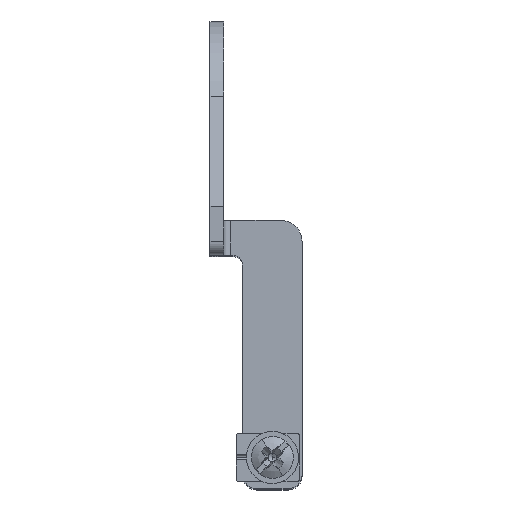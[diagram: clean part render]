
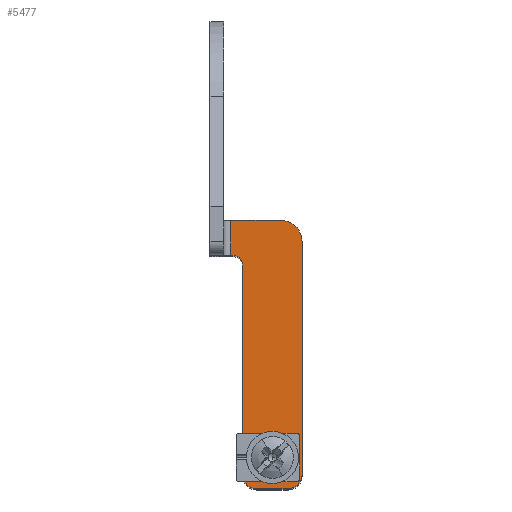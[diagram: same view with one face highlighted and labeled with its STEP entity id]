
A CAD part, top view. The second image highlights one B-rep face of the part: STEP entity #5477.
In plain terms, the highlighted planar face has unit normal (0, 0, 1).
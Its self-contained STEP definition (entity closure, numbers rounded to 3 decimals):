
#452=AXIS2_PLACEMENT_3D('Circle Axis2P3D',#450,#451,$) ;
#457=AXIS2_PLACEMENT_3D('Circle Axis2P3D',#455,#456,$) ;
#862=AXIS2_PLACEMENT_3D('Circle Axis2P3D',#860,#861,$) ;
#883=AXIS2_PLACEMENT_3D('Circle Axis2P3D',#881,#882,$) ;
#2085=AXIS2_PLACEMENT_3D('Circle Axis2P3D',#2083,#2084,$) ;
#2097=AXIS2_PLACEMENT_3D('Circle Axis2P3D',#2095,#2096,$) ;
#5102=AXIS2_PLACEMENT_3D('Circle Axis2P3D',#5100,#5101,$) ;
#5137=AXIS2_PLACEMENT_3D('Circle Axis2P3D',#5135,#5136,$) ;
#5196=AXIS2_PLACEMENT_3D('Circle Axis2P3D',#5194,#5195,$) ;
#5248=AXIS2_PLACEMENT_3D('Circle Axis2P3D',#5246,#5247,$) ;
#5431=AXIS2_PLACEMENT_3D('Plane Axis2P3D',#5428,#5429,#5430) ;
#301=CARTESIAN_POINT('Line Origine',(8.3,4.55,101.)) ;
#305=CARTESIAN_POINT('Vertex',(10.749,4.55,101.)) ;
#307=CARTESIAN_POINT('Vertex',(12.55,4.55,101.)) ;
#403=CARTESIAN_POINT('Vertex',(7.151,4.55,101.)) ;
#406=CARTESIAN_POINT('Line Origine',(8.3,4.55,101.)) ;
#410=CARTESIAN_POINT('Vertex',(4.7,4.55,101.)) ;
#447=CARTESIAN_POINT('Vertex',(7.15,4.5,101.)) ;
#450=CARTESIAN_POINT('Axis2P3D Location',(8.95,4.5,101.)) ;
#455=CARTESIAN_POINT('Axis2P3D Location',(8.95,4.5,101.)) ;
#459=CARTESIAN_POINT('Vertex',(10.75,4.5,101.)) ;
#824=CARTESIAN_POINT('Vertex',(4.7,4.45,101.)) ;
#857=CARTESIAN_POINT('Vertex',(7.151,4.45,101.)) ;
#860=CARTESIAN_POINT('Axis2P3D Location',(8.95,4.5,101.)) ;
#881=CARTESIAN_POINT('Axis2P3D Location',(8.95,4.5,101.)) ;
#885=CARTESIAN_POINT('Vertex',(10.749,4.45,101.)) ;
#911=CARTESIAN_POINT('Line Origine',(8.3,4.45,101.)) ;
#944=CARTESIAN_POINT('Line Origine',(8.3,4.45,101.)) ;
#948=CARTESIAN_POINT('Vertex',(12.55,4.45,101.)) ;
#971=CARTESIAN_POINT('Line Origine',(12.55,4.5,101.)) ;
#2073=CARTESIAN_POINT('Vertex',(9.789,2.964,101.)) ;
#2080=CARTESIAN_POINT('Vertex',(8.111,6.036,101.)) ;
#2083=CARTESIAN_POINT('Axis2P3D Location',(8.95,4.5,101.)) ;
#2095=CARTESIAN_POINT('Axis2P3D Location',(8.95,4.5,101.)) ;
#4012=CARTESIAN_POINT('Line Origine',(3.,33.,101.)) ;
#4016=CARTESIAN_POINT('Vertex',(3.,38.5,101.)) ;
#4018=CARTESIAN_POINT('Vertex',(3.,33.5,101.)) ;
#5081=CARTESIAN_POINT('Vertex',(13.2,35.5,101.)) ;
#5097=CARTESIAN_POINT('Vertex',(10.2,38.5,101.)) ;
#5100=CARTESIAN_POINT('Axis2P3D Location',(10.2,35.5,101.)) ;
#5116=CARTESIAN_POINT('Vertex',(3.2,33.5,101.)) ;
#5132=CARTESIAN_POINT('Vertex',(4.7,32.,101.)) ;
#5135=CARTESIAN_POINT('Axis2P3D Location',(3.2,32.,101.)) ;
#5158=CARTESIAN_POINT('Vertex',(4.7,2.,101.)) ;
#5161=CARTESIAN_POINT('Line Origine',(4.7,3.225,101.)) ;
#5166=CARTESIAN_POINT('Line Origine',(4.7,18.275,101.)) ;
#5191=CARTESIAN_POINT('Vertex',(6.7,0.,101.)) ;
#5194=CARTESIAN_POINT('Axis2P3D Location',(6.7,2.,101.)) ;
#5217=CARTESIAN_POINT('Vertex',(11.2,0.,101.)) ;
#5220=CARTESIAN_POINT('Line Origine',(8.95,0.,101.)) ;
#5243=CARTESIAN_POINT('Vertex',(13.2,2.,101.)) ;
#5246=CARTESIAN_POINT('Axis2P3D Location',(11.2,2.,101.)) ;
#5263=CARTESIAN_POINT('Line Origine',(13.2,18.75,101.)) ;
#5284=CARTESIAN_POINT('Vertex',(9.058,1.988,101.)) ;
#5287=CARTESIAN_POINT('Line Origine',(9.058,2.348,101.)) ;
#5291=CARTESIAN_POINT('Vertex',(9.058,2.708,101.)) ;
#5324=CARTESIAN_POINT('Vertex',(8.841,2.708,101.)) ;
#5327=CARTESIAN_POINT('Line Origine',(8.949,2.708,101.)) ;
#5349=CARTESIAN_POINT('Line Origine',(8.841,2.348,101.)) ;
#5353=CARTESIAN_POINT('Vertex',(8.841,1.988,101.)) ;
#5377=CARTESIAN_POINT('Line Origine',(8.949,1.988,101.)) ;
#5428=CARTESIAN_POINT('Axis2P3D Location',(2.,50.,101.)) ;
#5433=CARTESIAN_POINT('Line Origine',(6.6,38.5,101.)) ;
#5438=CARTESIAN_POINT('Line Origine',(3.1,33.5,101.)) ;
#302=DIRECTION('Vector Direction',(1.,0.,0.)) ;
#407=DIRECTION('Vector Direction',(1.,0.,0.)) ;
#451=DIRECTION('Axis2P3D Direction',(0.,0.,1.)) ;
#456=DIRECTION('Axis2P3D Direction',(0.,0.,1.)) ;
#861=DIRECTION('Axis2P3D Direction',(0.,0.,1.)) ;
#882=DIRECTION('Axis2P3D Direction',(0.,0.,1.)) ;
#912=DIRECTION('Vector Direction',(1.,0.,0.)) ;
#945=DIRECTION('Vector Direction',(1.,0.,0.)) ;
#972=DIRECTION('Vector Direction',(0.,-1.,0.)) ;
#2084=DIRECTION('Axis2P3D Direction',(0.,0.,1.)) ;
#2096=DIRECTION('Axis2P3D Direction',(0.,0.,1.)) ;
#4013=DIRECTION('Vector Direction',(0.,1.,0.)) ;
#5101=DIRECTION('Axis2P3D Direction',(-0.,0.,1.)) ;
#5136=DIRECTION('Axis2P3D Direction',(-0.,0.,1.)) ;
#5162=DIRECTION('Vector Direction',(0.,1.,0.)) ;
#5167=DIRECTION('Vector Direction',(0.,1.,0.)) ;
#5195=DIRECTION('Axis2P3D Direction',(-0.,0.,1.)) ;
#5221=DIRECTION('Vector Direction',(-1.,0.,0.)) ;
#5247=DIRECTION('Axis2P3D Direction',(-0.,0.,1.)) ;
#5264=DIRECTION('Vector Direction',(0.,-1.,0.)) ;
#5288=DIRECTION('Vector Direction',(0.,-1.,0.)) ;
#5328=DIRECTION('Vector Direction',(-1.,0.,0.)) ;
#5350=DIRECTION('Vector Direction',(0.,1.,0.)) ;
#5378=DIRECTION('Vector Direction',(1.,0.,0.)) ;
#5429=DIRECTION('Axis2P3D Direction',(-0.,0.,1.)) ;
#5430=DIRECTION('Axis2P3D XDirection',(0.,-1.,0.)) ;
#5434=DIRECTION('Vector Direction',(-1.,0.,0.)) ;
#5439=DIRECTION('Vector Direction',(-1.,0.,0.)) ;
#303=VECTOR('Line Direction',#302,1.) ;
#408=VECTOR('Line Direction',#407,1.) ;
#913=VECTOR('Line Direction',#912,1.) ;
#946=VECTOR('Line Direction',#945,1.) ;
#973=VECTOR('Line Direction',#972,1.) ;
#4014=VECTOR('Line Direction',#4013,1.) ;
#5163=VECTOR('Line Direction',#5162,1.) ;
#5168=VECTOR('Line Direction',#5167,1.) ;
#5222=VECTOR('Line Direction',#5221,1.) ;
#5265=VECTOR('Line Direction',#5264,1.) ;
#5289=VECTOR('Line Direction',#5288,1.) ;
#5329=VECTOR('Line Direction',#5328,1.) ;
#5351=VECTOR('Line Direction',#5350,1.) ;
#5379=VECTOR('Line Direction',#5378,1.) ;
#5435=VECTOR('Line Direction',#5434,1.) ;
#5440=VECTOR('Line Direction',#5439,1.) ;
#5444=ORIENTED_EDGE('',*,*,#5165,.T.) ;
#5445=ORIENTED_EDGE('',*,*,#5198,.T.) ;
#5446=ORIENTED_EDGE('',*,*,#5224,.T.) ;
#5447=ORIENTED_EDGE('',*,*,#5250,.T.) ;
#5448=ORIENTED_EDGE('',*,*,#5267,.T.) ;
#5449=ORIENTED_EDGE('',*,*,#5104,.T.) ;
#5450=ORIENTED_EDGE('',*,*,#5437,.F.) ;
#5451=ORIENTED_EDGE('',*,*,#4020,.T.) ;
#5452=ORIENTED_EDGE('',*,*,#5442,.T.) ;
#5453=ORIENTED_EDGE('',*,*,#5139,.T.) ;
#5454=ORIENTED_EDGE('',*,*,#5170,.T.) ;
#5455=ORIENTED_EDGE('',*,*,#412,.T.) ;
#5456=ORIENTED_EDGE('',*,*,#454,.T.) ;
#5457=ORIENTED_EDGE('',*,*,#864,.T.) ;
#5458=ORIENTED_EDGE('',*,*,#915,.F.) ;
#5461=ORIENTED_EDGE('',*,*,#5293,.T.) ;
#5462=ORIENTED_EDGE('',*,*,#5381,.F.) ;
#5463=ORIENTED_EDGE('',*,*,#5355,.T.) ;
#5464=ORIENTED_EDGE('',*,*,#5331,.F.) ;
#5467=ORIENTED_EDGE('',*,*,#309,.T.) ;
#5468=ORIENTED_EDGE('',*,*,#975,.T.) ;
#5469=ORIENTED_EDGE('',*,*,#950,.F.) ;
#5470=ORIENTED_EDGE('',*,*,#887,.T.) ;
#5471=ORIENTED_EDGE('',*,*,#461,.T.) ;
#5474=ORIENTED_EDGE('',*,*,#2087,.F.) ;
#5475=ORIENTED_EDGE('',*,*,#2099,.F.) ;
#5465=FACE_BOUND('',#5460,.T.) ;
#5472=FACE_BOUND('',#5466,.T.) ;
#5476=FACE_BOUND('',#5473,.T.) ;
#5477=ADVANCED_FACE('Hauptk\X2\00F6\X0\rper',(#5459,#5465,#5472,#5476),#5432,.T.) ;
#453=CIRCLE('generated circle',#452,1.8) ;
#458=CIRCLE('generated circle',#457,1.8) ;
#863=CIRCLE('generated circle',#862,1.8) ;
#884=CIRCLE('generated circle',#883,1.8) ;
#2086=CIRCLE('generated circle',#2085,1.75) ;
#2098=CIRCLE('generated circle',#2097,1.75) ;
#5103=CIRCLE('generated circle',#5102,3.) ;
#5138=CIRCLE('generated circle',#5137,1.5) ;
#5197=CIRCLE('generated circle',#5196,2.) ;
#5249=CIRCLE('generated circle',#5248,2.) ;
#309=EDGE_CURVE('',#306,#308,#304,.T.) ;
#412=EDGE_CURVE('',#411,#404,#409,.T.) ;
#454=EDGE_CURVE('',#404,#448,#453,.T.) ;
#461=EDGE_CURVE('',#460,#306,#458,.T.) ;
#864=EDGE_CURVE('',#448,#858,#863,.T.) ;
#887=EDGE_CURVE('',#886,#460,#884,.T.) ;
#915=EDGE_CURVE('',#825,#858,#914,.T.) ;
#950=EDGE_CURVE('',#886,#949,#947,.T.) ;
#975=EDGE_CURVE('',#308,#949,#974,.T.) ;
#2087=EDGE_CURVE('',#2081,#2074,#2086,.T.) ;
#2099=EDGE_CURVE('',#2074,#2081,#2098,.T.) ;
#4020=EDGE_CURVE('',#4017,#4019,#4015,.F.) ;
#5104=EDGE_CURVE('',#5082,#5098,#5103,.T.) ;
#5139=EDGE_CURVE('',#5117,#5133,#5138,.F.) ;
#5165=EDGE_CURVE('',#825,#5159,#5164,.F.) ;
#5170=EDGE_CURVE('',#5133,#411,#5169,.F.) ;
#5198=EDGE_CURVE('',#5159,#5192,#5197,.T.) ;
#5224=EDGE_CURVE('',#5192,#5218,#5223,.F.) ;
#5250=EDGE_CURVE('',#5218,#5244,#5249,.T.) ;
#5267=EDGE_CURVE('',#5244,#5082,#5266,.F.) ;
#5293=EDGE_CURVE('',#5292,#5285,#5290,.T.) ;
#5331=EDGE_CURVE('',#5292,#5325,#5330,.T.) ;
#5355=EDGE_CURVE('',#5354,#5325,#5352,.T.) ;
#5381=EDGE_CURVE('',#5354,#5285,#5380,.T.) ;
#5437=EDGE_CURVE('',#4017,#5098,#5436,.F.) ;
#5442=EDGE_CURVE('',#4019,#5117,#5441,.F.) ;
#5443=EDGE_LOOP('',(#5444,#5445,#5446,#5447,#5448,#5449,#5450,#5451,#5452,#5453,#5454,#5455,#5456,#5457,#5458)) ;
#5460=EDGE_LOOP('',(#5461,#5462,#5463,#5464)) ;
#5466=EDGE_LOOP('',(#5467,#5468,#5469,#5470,#5471)) ;
#5473=EDGE_LOOP('',(#5474,#5475)) ;
#5459=FACE_OUTER_BOUND('',#5443,.T.) ;
#304=LINE('Line',#301,#303) ;
#409=LINE('Line',#406,#408) ;
#914=LINE('Line',#911,#913) ;
#947=LINE('Line',#944,#946) ;
#974=LINE('Line',#971,#973) ;
#4015=LINE('Line',#4012,#4014) ;
#5164=LINE('Line',#5161,#5163) ;
#5169=LINE('Line',#5166,#5168) ;
#5223=LINE('Line',#5220,#5222) ;
#5266=LINE('Line',#5263,#5265) ;
#5290=LINE('Line',#5287,#5289) ;
#5330=LINE('Line',#5327,#5329) ;
#5352=LINE('Line',#5349,#5351) ;
#5380=LINE('Line',#5377,#5379) ;
#5436=LINE('Line',#5433,#5435) ;
#5441=LINE('Line',#5438,#5440) ;
#5432=PLANE('',#5431) ;
#306=VERTEX_POINT('',#305) ;
#308=VERTEX_POINT('',#307) ;
#404=VERTEX_POINT('',#403) ;
#411=VERTEX_POINT('',#410) ;
#448=VERTEX_POINT('',#447) ;
#460=VERTEX_POINT('',#459) ;
#825=VERTEX_POINT('',#824) ;
#858=VERTEX_POINT('',#857) ;
#886=VERTEX_POINT('',#885) ;
#949=VERTEX_POINT('',#948) ;
#2074=VERTEX_POINT('',#2073) ;
#2081=VERTEX_POINT('',#2080) ;
#4017=VERTEX_POINT('',#4016) ;
#4019=VERTEX_POINT('',#4018) ;
#5082=VERTEX_POINT('',#5081) ;
#5098=VERTEX_POINT('',#5097) ;
#5117=VERTEX_POINT('',#5116) ;
#5133=VERTEX_POINT('',#5132) ;
#5159=VERTEX_POINT('',#5158) ;
#5192=VERTEX_POINT('',#5191) ;
#5218=VERTEX_POINT('',#5217) ;
#5244=VERTEX_POINT('',#5243) ;
#5285=VERTEX_POINT('',#5284) ;
#5292=VERTEX_POINT('',#5291) ;
#5325=VERTEX_POINT('',#5324) ;
#5354=VERTEX_POINT('',#5353) ;
